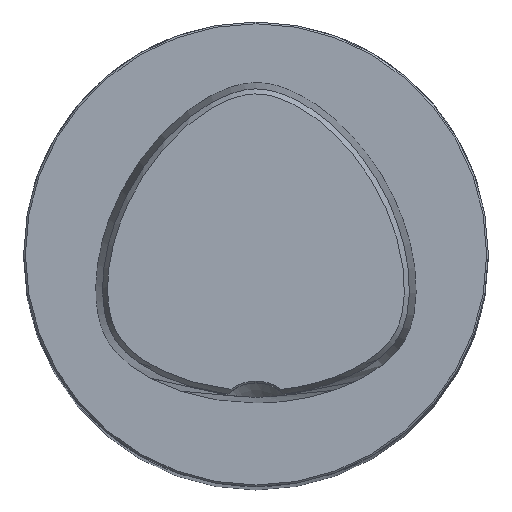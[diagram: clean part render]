
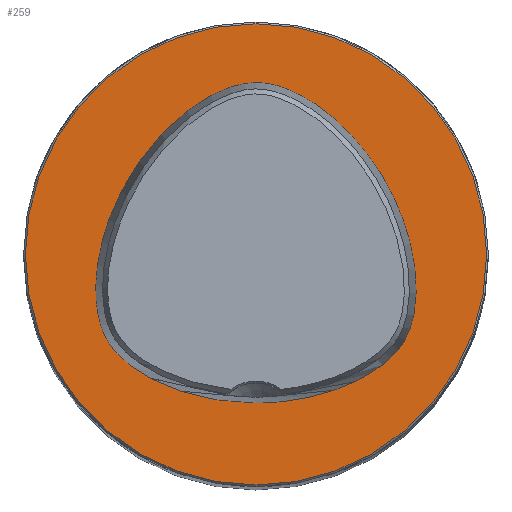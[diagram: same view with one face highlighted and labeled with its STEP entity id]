
A CAD part, top view. The second image highlights one B-rep face of the part: STEP entity #259.
In plain terms, the highlighted planar face has unit normal (0, 0, 1).
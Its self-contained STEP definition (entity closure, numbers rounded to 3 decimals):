
#219=FACE_BOUND('',#414,.T.);
#220=FACE_BOUND('',#415,.T.);
#259=ADVANCED_FACE('CU_E_LO_SU_1',(#219,#220),#321,.F.);
#321=PLANE('',#1119);
#414=EDGE_LOOP('',(#562));
#415=EDGE_LOOP('',(#563));
#494=CIRCLE('',#1118,39.7);
#562=ORIENTED_EDGE('',*,*,#896,.T.);
#563=ORIENTED_EDGE('',*,*,#935,.T.);
#796=VERTEX_POINT('',#1896);
#834=VERTEX_POINT('',#2440);
#896=EDGE_CURVE('',#796,#796,#1033,.T.);
#935=EDGE_CURVE('',#834,#834,#494,.T.);
#1033=B_SPLINE_CURVE_WITH_KNOTS('',3,(#1819,#1820,#1821,#1822,#1823,#1824,
#1825,#1826,#1827,#1828,#1829,#1830,#1831,#1832,#1833,#1834,#1835,#1836,
#1837,#1838,#1839,#1840,#1841,#1842,#1843,#1844,#1845,#1846,#1847,#1848,
#1849,#1850,#1851,#1852,#1853,#1854,#1855,#1856,#1857,#1858,#1859,#1860,
#1861,#1862,#1863,#1864,#1865,#1866,#1867,#1868,#1869,#1870,#1871,#1872,
#1873,#1874,#1875,#1876,#1877,#1878,#1879,#1880,#1881,#1882,#1883,#1884,
#1885,#1886,#1887,#1888,#1889,#1890,#1891,#1892,#1893,#1894,#1895),
 .UNSPECIFIED.,.T.,.F.,(1,1,2,1,1,1,1,1,1,1,1,1,1,1,1,1,1,1,1,1,1,1,1,1,
1,1,1,1,1,1,1,1,1,1,1,1,1,1,1,1,1,1,1,1,1,1,1,1,1,1,1,1,1,1,1,1,1,1,1,1,
1,1,1,1,1,1,1,1,1,1,1,1,1,1,1,1,2,1,1),(-0.031,-0.016,0.,0.016,
0.031,0.063,0.078,0.094,0.109,0.125,0.133,0.141,0.148,
0.156,0.164,0.172,0.18,0.188,0.195,0.203,0.219,
0.234,0.25,0.266,0.281,0.313,0.344,0.359,0.375,0.391,0.406,
0.422,0.438,0.453,0.469,0.477,0.484,0.492,0.496,
0.5,0.504,0.508,0.516,0.523,0.531,0.547,0.563,0.578,
0.594,0.609,0.625,0.641,0.656,0.688,0.719,0.734,0.75,0.766,
0.781,0.797,0.805,0.813,0.82,0.828,0.836,0.844,
0.852,0.859,0.867,0.875,0.891,0.906,0.922,0.938,0.969,
0.984,1.,1.016,1.031),.UNSPECIFIED.);
#1118=AXIS2_PLACEMENT_3D('',#2439,#1243,#1244);
#1119=AXIS2_PLACEMENT_3D('',#2441,#1245,#1246);
#1243=DIRECTION('',(0.,0.,1.));
#1244=DIRECTION('',(1.,0.,0.));
#1245=DIRECTION('',(0.,0.,-1.));
#1246=DIRECTION('',(-1.,0.,0.));
#1819=CARTESIAN_POINT('',(0.901,-25.575,0.));
#1820=CARTESIAN_POINT('',(-0.901,-25.575,0.));
#1821=CARTESIAN_POINT('',(-2.704,-25.519,0.));
#1822=CARTESIAN_POINT('',(-6.296,-25.183,0.));
#1823=CARTESIAN_POINT('',(-9.847,-24.505,0.));
#1824=CARTESIAN_POINT('',(-13.303,-23.467,0.));
#1825=CARTESIAN_POINT('',(-15.832,-22.497,0.));
#1826=CARTESIAN_POINT('',(-18.274,-21.325,0.));
#1827=CARTESIAN_POINT('',(-20.211,-20.163,0.));
#1828=CARTESIAN_POINT('',(-21.677,-19.107,0.));
#1829=CARTESIAN_POINT('',(-22.725,-18.247,0.));
#1830=CARTESIAN_POINT('',(-23.709,-17.313,0.));
#1831=CARTESIAN_POINT('',(-24.61,-16.296,0.));
#1832=CARTESIAN_POINT('',(-25.401,-15.19,0.));
#1833=CARTESIAN_POINT('',(-26.058,-13.998,0.));
#1834=CARTESIAN_POINT('',(-26.575,-12.74,0.));
#1835=CARTESIAN_POINT('',(-26.965,-11.439,0.));
#1836=CARTESIAN_POINT('',(-27.249,-10.112,0.));
#1837=CARTESIAN_POINT('',(-27.504,-8.324,0.));
#1838=CARTESIAN_POINT('',(-27.619,-6.066,0.));
#1839=CARTESIAN_POINT('',(-27.493,-3.36,0.));
#1840=CARTESIAN_POINT('',(-27.139,-0.675,0.));
#1841=CARTESIAN_POINT('',(-26.581,1.974,0.));
#1842=CARTESIAN_POINT('',(-25.59,5.443,0.));
#1843=CARTESIAN_POINT('',(-23.922,9.642,0.));
#1844=CARTESIAN_POINT('',(-21.745,13.599,0.));
#1845=CARTESIAN_POINT('',(-19.72,16.584,0.));
#1846=CARTESIAN_POINT('',(-18.063,18.723,0.));
#1847=CARTESIAN_POINT('',(-16.269,20.75,0.));
#1848=CARTESIAN_POINT('',(-14.343,22.652,0.));
#1849=CARTESIAN_POINT('',(-12.284,24.409,0.));
#1850=CARTESIAN_POINT('',(-10.091,26.,0.));
#1851=CARTESIAN_POINT('',(-7.766,27.392,0.));
#1852=CARTESIAN_POINT('',(-5.716,28.346,0.));
#1853=CARTESIAN_POINT('',(-4.01,28.944,0.));
#1854=CARTESIAN_POINT('',(-2.698,29.293,0.));
#1855=CARTESIAN_POINT('',(-1.581,29.483,0.));
#1856=CARTESIAN_POINT('',(-0.679,29.562,0.));
#1857=CARTESIAN_POINT('',(0.,29.582,0.));
#1858=CARTESIAN_POINT('',(0.679,29.562,0.));
#1859=CARTESIAN_POINT('',(1.581,29.483,0.));
#1860=CARTESIAN_POINT('',(2.698,29.293,0.));
#1861=CARTESIAN_POINT('',(4.01,28.944,0.));
#1862=CARTESIAN_POINT('',(5.716,28.346,0.));
#1863=CARTESIAN_POINT('',(7.766,27.392,0.));
#1864=CARTESIAN_POINT('',(10.091,26.,0.));
#1865=CARTESIAN_POINT('',(12.284,24.409,0.));
#1866=CARTESIAN_POINT('',(14.343,22.652,0.));
#1867=CARTESIAN_POINT('',(16.269,20.75,0.));
#1868=CARTESIAN_POINT('',(18.063,18.723,0.));
#1869=CARTESIAN_POINT('',(19.72,16.584,0.));
#1870=CARTESIAN_POINT('',(21.745,13.599,0.));
#1871=CARTESIAN_POINT('',(23.922,9.642,0.));
#1872=CARTESIAN_POINT('',(25.59,5.443,0.));
#1873=CARTESIAN_POINT('',(26.581,1.974,0.));
#1874=CARTESIAN_POINT('',(27.139,-0.675,0.));
#1875=CARTESIAN_POINT('',(27.493,-3.36,0.));
#1876=CARTESIAN_POINT('',(27.619,-6.066,0.));
#1877=CARTESIAN_POINT('',(27.504,-8.324,0.));
#1878=CARTESIAN_POINT('',(27.249,-10.112,0.));
#1879=CARTESIAN_POINT('',(26.965,-11.439,0.));
#1880=CARTESIAN_POINT('',(26.575,-12.74,0.));
#1881=CARTESIAN_POINT('',(26.058,-13.998,0.));
#1882=CARTESIAN_POINT('',(25.401,-15.19,0.));
#1883=CARTESIAN_POINT('',(24.61,-16.296,0.));
#1884=CARTESIAN_POINT('',(23.709,-17.313,0.));
#1885=CARTESIAN_POINT('',(22.725,-18.247,0.));
#1886=CARTESIAN_POINT('',(21.677,-19.107,0.));
#1887=CARTESIAN_POINT('',(20.211,-20.163,0.));
#1888=CARTESIAN_POINT('',(18.274,-21.325,0.));
#1889=CARTESIAN_POINT('',(15.832,-22.497,0.));
#1890=CARTESIAN_POINT('',(13.303,-23.467,0.));
#1891=CARTESIAN_POINT('',(9.847,-24.505,0.));
#1892=CARTESIAN_POINT('',(6.296,-25.183,0.));
#1893=CARTESIAN_POINT('',(2.704,-25.519,0.));
#1894=CARTESIAN_POINT('',(0.901,-25.575,0.));
#1895=CARTESIAN_POINT('',(-0.901,-25.575,0.));
#1896=CARTESIAN_POINT('',(0.,-25.575,0.));
#2439=CARTESIAN_POINT('',(0.,0.,0.));
#2440=CARTESIAN_POINT('',(39.7,0.,0.));
#2441=CARTESIAN_POINT('',(0.,1.996,0.));
